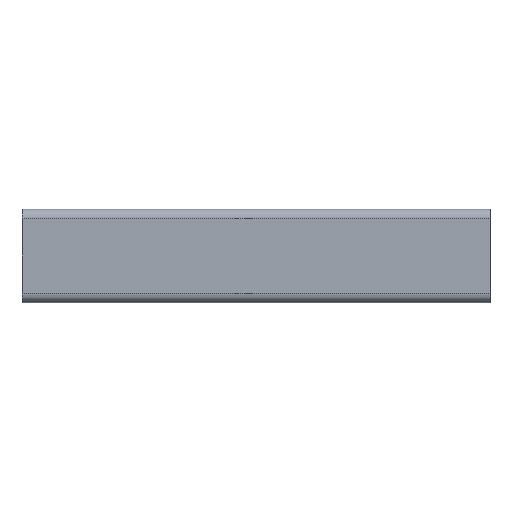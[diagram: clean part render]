
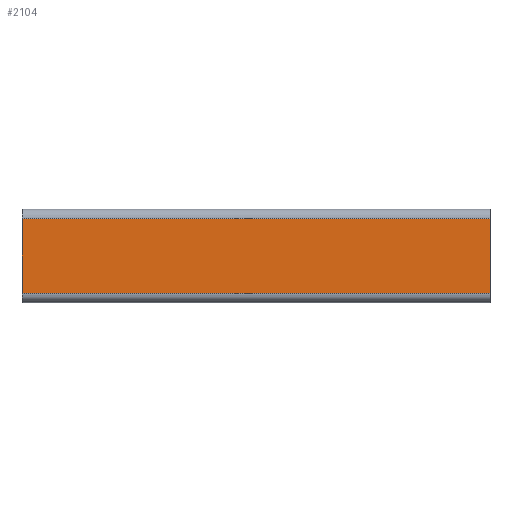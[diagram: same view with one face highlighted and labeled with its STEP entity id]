
A CAD part, left-side view. The second image highlights one B-rep face of the part: STEP entity #2104.
In plain terms, the highlighted planar face has unit normal (-1, 0, 0).
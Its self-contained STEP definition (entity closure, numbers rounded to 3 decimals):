
#314=FACE_OUTER_BOUND('',#422,.T.);
#422=EDGE_LOOP('',(#1701,#1702,#1703,#1704));
#594=LINE('',#3587,#776);
#595=LINE('',#3591,#777);
#596=LINE('',#3593,#778);
#597=LINE('',#3594,#779);
#776=VECTOR('',#2944,200.);
#777=VECTOR('',#2949,32.);
#778=VECTOR('',#2950,200.);
#779=VECTOR('',#2951,32.);
#989=VERTEX_POINT('',#3584);
#990=VERTEX_POINT('',#3586);
#991=VERTEX_POINT('',#3590);
#992=VERTEX_POINT('',#3592);
#1291=EDGE_CURVE('',#989,#990,#594,.T.);
#1293=EDGE_CURVE('',#989,#991,#595,.T.);
#1294=EDGE_CURVE('',#991,#992,#596,.T.);
#1295=EDGE_CURVE('',#990,#992,#597,.T.);
#1701=ORIENTED_EDGE('',*,*,#1293,.T.);
#1702=ORIENTED_EDGE('',*,*,#1294,.T.);
#1703=ORIENTED_EDGE('',*,*,#1295,.F.);
#1704=ORIENTED_EDGE('',*,*,#1291,.F.);
#2003=PLANE('',#2336);
#2104=ADVANCED_FACE('',(#314),#2003,.T.);
#2336=AXIS2_PLACEMENT_3D('',#3589,#2947,#2948);
#2944=DIRECTION('',(0.,-1.,0.));
#2947=DIRECTION('center_axis',(-1.,0.,0.));
#2948=DIRECTION('ref_axis',(0.,0.,1.));
#2949=DIRECTION('',(0.,0.,-1.));
#2950=DIRECTION('',(0.,-1.,0.));
#2951=DIRECTION('',(0.,0.,-1.));
#3584=CARTESIAN_POINT('',(-8.,200.,16.));
#3586=CARTESIAN_POINT('',(-8.,0.,16.));
#3587=CARTESIAN_POINT('',(-8.,0.,16.));
#3589=CARTESIAN_POINT('Origin',(-8.,0.,-16.));
#3590=CARTESIAN_POINT('',(-8.,200.,-16.));
#3591=CARTESIAN_POINT('',(-8.,200.,-8.));
#3592=CARTESIAN_POINT('',(-8.,0.,-16.));
#3593=CARTESIAN_POINT('',(-8.,0.,-16.));
#3594=CARTESIAN_POINT('',(-8.,0.,-8.));
